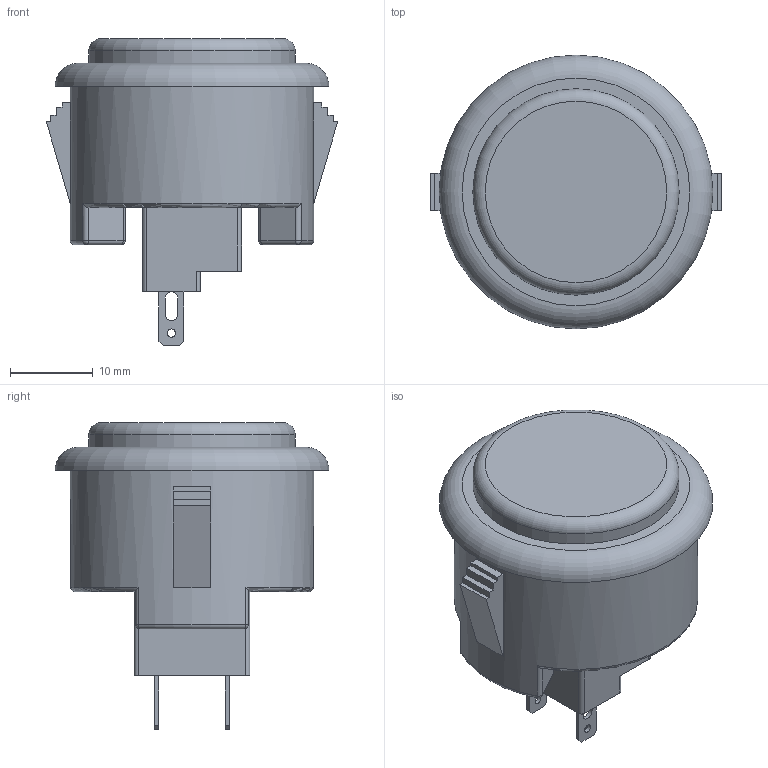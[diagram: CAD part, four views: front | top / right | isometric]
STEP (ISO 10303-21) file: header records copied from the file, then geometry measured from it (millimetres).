
FILE_DESCRIPTION(/* description */ (''),/* implementation_level */ '2;1');
FILE_NAME(/* name */ 'OBSF-30.stp',/* time_stamp */ '2024-09-20T22:47:46+09:00',/* author */ ('qz'),/* organization */ (''),/* preprocessor_version */ 'ST-DEVELOPER v19.2',/* originating_system */ 'Autodesk Inventor 2024',/* authorisation */ '');
FILE_SCHEMA (('AUTOMOTIVE_DESIGN { 1 0 10303 214 3 1 1 }'));
Length unit declared in the file: millimetre
Products named in the file (1): OBSF-30
Bounding box: 35.3 x 33.2 x 37.2 mm (x, y, z)
Volume: 16053.3 mm3; surface area: 4618.6 mm2
Topology: 3 solids, 3 shells, 103 faces, 261 edges, 165 vertices
Faces by surface type: plane 59, cylinder 28, sphere 8, torus 8
Full cylindrical faces by diameter (mm): 1 x2, 25 x1, 29.5 x1
Entity records: 3334 total; most frequent: CARTESIAN_POINT 593, DIRECTION 549, ORIENTED_EDGE 524, EDGE_CURVE 262, AXIS2_PLACEMENT_3D 187, LINE 175, VECTOR 175, VERTEX_POINT 167
